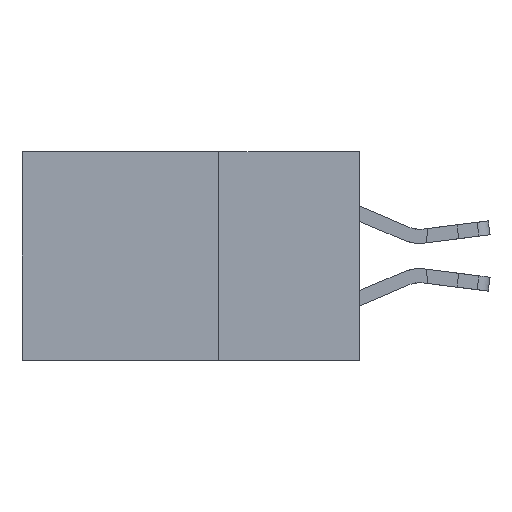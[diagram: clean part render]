
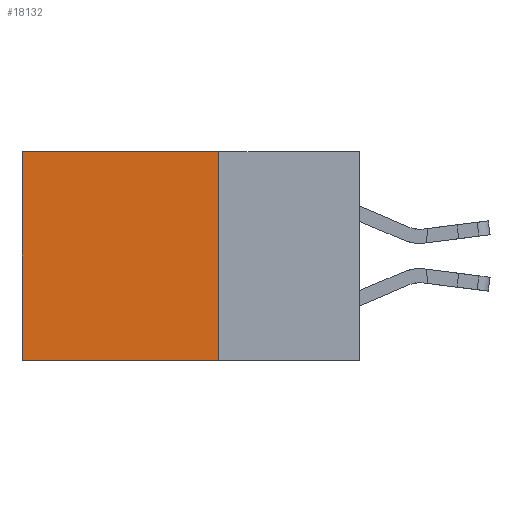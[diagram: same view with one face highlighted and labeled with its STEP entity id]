
A CAD part, left-side view. The second image highlights one B-rep face of the part: STEP entity #18132.
In plain terms, the highlighted planar face has unit normal (-1, 0, 0).
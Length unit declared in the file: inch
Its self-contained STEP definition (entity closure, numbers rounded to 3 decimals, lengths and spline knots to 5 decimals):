
#490 = VERTEX_POINT ( 'NONE', #9289 ) ;
#736 = EDGE_CURVE ( 'NONE', #490, #18644, #6928, .T. ) ;
#835 = PLANE ( 'NONE',  #11885 ) ;
#2061 = DIRECTION ( 'NONE',  ( 0., 0., -1. ) ) ;
#2216 = DIRECTION ( 'NONE',  ( 0., 1., 0. ) ) ;
#2328 = ORIENTED_EDGE ( 'NONE', *, *, #736, .F. ) ;
#2335 = CARTESIAN_POINT ( 'NONE',  ( 0.2875, 0.6, 0. ) ) ;
#3134 = LINE ( 'NONE', #18328, #15855 ) ;
#3300 = VERTEX_POINT ( 'NONE', #11149 ) ;
#5599 = EDGE_CURVE ( 'NONE', #3300, #490, #9357, .T. ) ;
#5989 = DIRECTION ( 'NONE',  ( 0., 1., 0. ) ) ;
#6255 = EDGE_CURVE ( 'NONE', #10530, #18644, #11005, .T. ) ;
#6428 = ORIENTED_EDGE ( 'NONE', *, *, #6255, .T. ) ;
#6581 = CARTESIAN_POINT ( 'NONE',  ( 0.2875, 0.6, 0. ) ) ;
#6928 = LINE ( 'NONE', #15915, #16840 ) ;
#7128 = CARTESIAN_POINT ( 'NONE',  ( 0.2875, 0.6, -0.37 ) ) ;
#8143 = CARTESIAN_POINT ( 'NONE',  ( 0.2875, 0.25, 0. ) ) ;
#8863 = VECTOR ( 'NONE', #14331, 39.37008 ) ;
#9289 = CARTESIAN_POINT ( 'NONE',  ( 0.2875, 0.25, -0.37 ) ) ;
#9357 = LINE ( 'NONE', #12277, #11959 ) ;
#9822 = EDGE_CURVE ( 'NONE', #3300, #10530, #3134, .T. ) ;
#10530 = VERTEX_POINT ( 'NONE', #2335 ) ;
#11005 = LINE ( 'NONE', #6581, #8863 ) ;
#11149 = CARTESIAN_POINT ( 'NONE',  ( 0.2875, 0.25, 0. ) ) ;
#11885 = AXIS2_PLACEMENT_3D ( 'NONE', #8143, #18834, #2061 ) ;
#11959 = VECTOR ( 'NONE', #15294, 39.37008 ) ;
#12277 = CARTESIAN_POINT ( 'NONE',  ( 0.2875, 0.25, 0. ) ) ;
#13610 = ORIENTED_EDGE ( 'NONE', *, *, #5599, .F. ) ;
#13651 = FACE_OUTER_BOUND ( 'NONE', #17898, .T. ) ;
#14331 = DIRECTION ( 'NONE',  ( 0., 0., -1. ) ) ;
#15294 = DIRECTION ( 'NONE',  ( 0., 0., -1. ) ) ;
#15855 = VECTOR ( 'NONE', #2216, 39.37008 ) ;
#15915 = CARTESIAN_POINT ( 'NONE',  ( 0.2875, 0.25, -0.37 ) ) ;
#16840 = VECTOR ( 'NONE', #5989, 39.37008 ) ;
#17898 = EDGE_LOOP ( 'NONE', ( #6428, #2328, #13610, #18522 ) ) ;
#18132 = ADVANCED_FACE ( 'NONE', ( #13651 ), #835, .F. ) ;
#18328 = CARTESIAN_POINT ( 'NONE',  ( 0.2875, 0.25, 0. ) ) ;
#18522 = ORIENTED_EDGE ( 'NONE', *, *, #9822, .T. ) ;
#18644 = VERTEX_POINT ( 'NONE', #7128 ) ;
#18834 = DIRECTION ( 'NONE',  ( 1., 0., 0. ) ) ;
